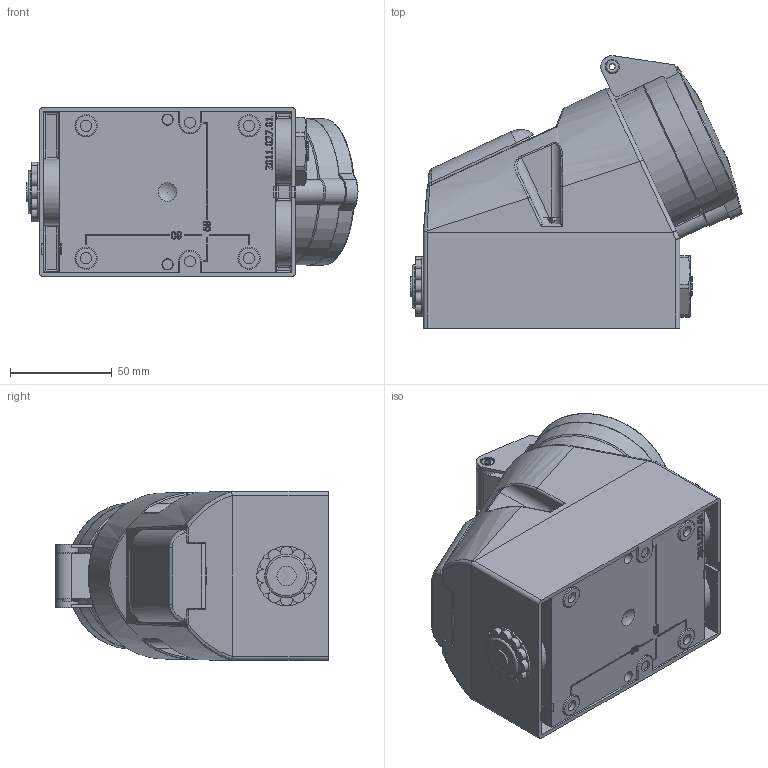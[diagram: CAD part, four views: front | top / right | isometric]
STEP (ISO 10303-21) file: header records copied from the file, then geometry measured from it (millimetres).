
FILE_DESCRIPTION(/* description */ (''),/* implementation_level */ '2;1');
FILE_NAME(/* name */ '1011.stp',/* time_stamp */ '2023-09-11T16:01:51+02:00',/* author */ ('massmann'),/* organization */ (''),/* preprocessor_version */ 'ST-DEVELOPER v17',/* originating_system */ 'Autodesk Inventor 2018',/* authorisation */ '');
FILE_SCHEMA (('AUTOMOTIVE_DESIGN { 1 0 10303 214 3 1 1 }'));
Products named in the file (1): 1011
Bounding box: 162.98 x 133.83 x 83 mm (x, y, z)
Volume: 1006195.6 mm3; surface area: 86282.1 mm2
Topology: 1 solids, 4 shells, 1025 faces, 2763 edges, 1835 vertices
Faces by surface type: plane 553, bspline 253, cylinder 168, torus 27, cone 14, sphere 10
Full cylindrical faces by diameter (mm): 0.8 x4, 2.5 x3, 3 x1, 4 x1, 4.3 x3, 5 x2, 5.5 x6, 6 x2, 7 x2, 9.5 x2, 11 x4, 21.4 x1, 25 x1, 29.2 x1
Entity records: 43883 total; most frequent: CARTESIAN_POINT 18507, ORIENTED_EDGE 5524, DIRECTION 4177, EDGE_CURVE 2762, VERTEX_POINT 1835, LINE 1447, VECTOR 1447, AXIS2_PLACEMENT_3D 1365
